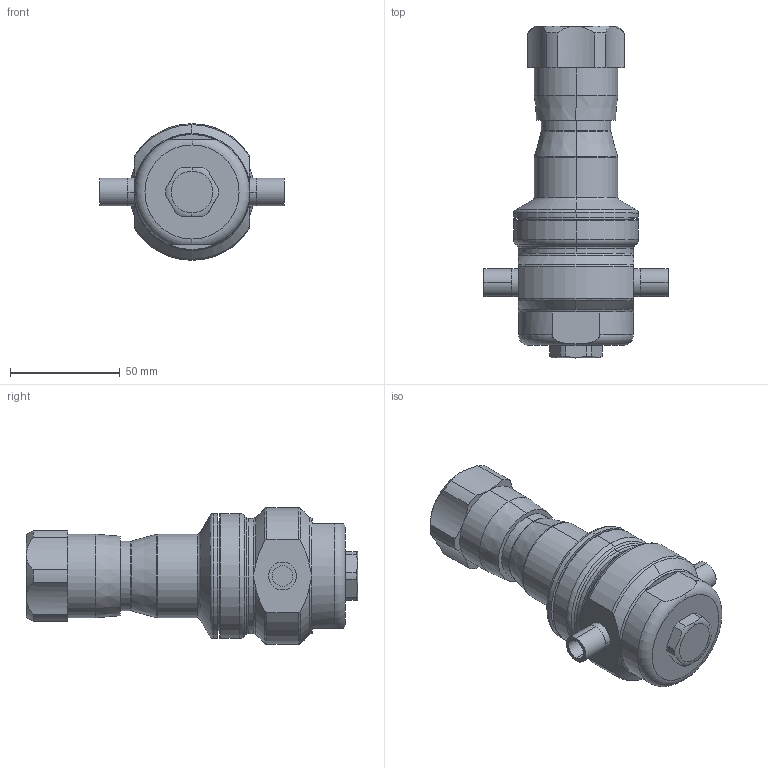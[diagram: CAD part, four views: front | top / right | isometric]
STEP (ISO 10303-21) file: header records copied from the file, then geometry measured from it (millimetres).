
FILE_DESCRIPTION (( 'STEP AP203' ), '1' );
FILE_NAME ('JSR-050-TA.STEP', '2017-06-21T15:04:25', ( '' ), ( '' ), 'SwSTEP 2.0', 'SolidWorks 2014', '' );
FILE_SCHEMA (( 'CONFIG_CONTROL_DESIGN' ));
Length unit declared in the file: inch
Products named in the file (2): JSR-050-TA
Bounding box: 83.9 x 151.17 x 62.23 mm (x, y, z)
Volume: 252582.9 mm3; surface area: 29580.2 mm2
Topology: 1 solids, 1 shells, 129 faces, 307 edges, 188 vertices
Faces by surface type: cylinder 50, torus 30, plane 28, cone 21
Entity records: 4266 total; most frequent: CARTESIAN_POINT 1078, DIRECTION 695, ORIENTED_EDGE 614, AXIS2_PLACEMENT_3D 307, EDGE_CURVE 307, VERTEX_POINT 188, CIRCLE 176, EDGE_LOOP 137
